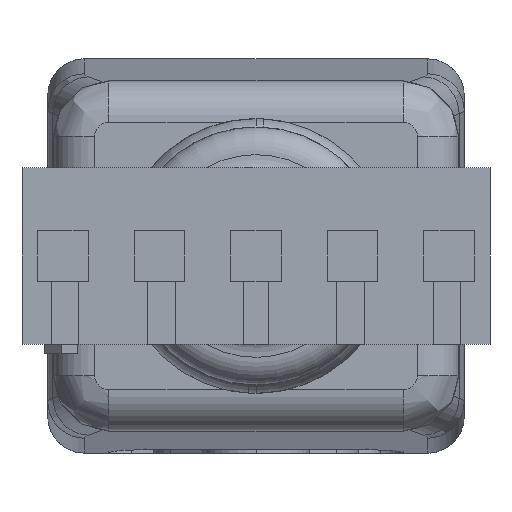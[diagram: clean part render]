
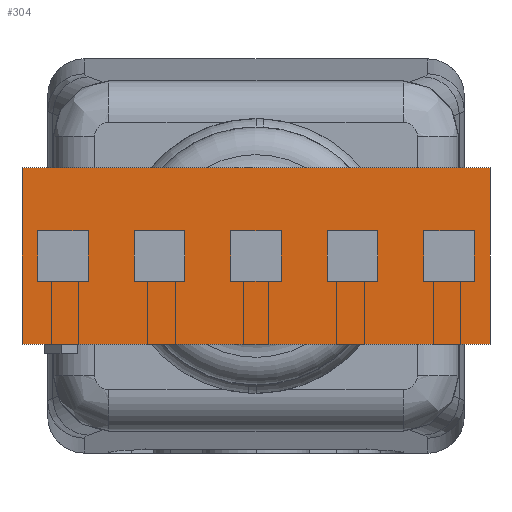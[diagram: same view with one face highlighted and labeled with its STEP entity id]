
A CAD part, front view. The second image highlights one B-rep face of the part: STEP entity #304.
In plain terms, the highlighted planar face has unit normal (0, -1, 0).
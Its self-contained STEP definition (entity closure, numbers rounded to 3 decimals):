
#304=ADVANCED_FACE('',(#940,#941,#942,#943,#944,#945),#946,.T.);
#940=FACE_OUTER_BOUND('',#2001,.T.);
#941=FACE_BOUND('',#2002,.T.);
#942=FACE_BOUND('',#2003,.T.);
#943=FACE_BOUND('',#2004,.T.);
#944=FACE_BOUND('',#2005,.T.);
#945=FACE_BOUND('',#2006,.T.);
#946=PLANE('',#2007);
#2001=EDGE_LOOP('',(#4402,#4403,#4404,#4405));
#2002=EDGE_LOOP('',(#4406,#4407,#4408,#4409));
#2003=EDGE_LOOP('',(#4410,#4411,#4412,#4413));
#2004=EDGE_LOOP('',(#4414,#4415,#4416,#4417));
#2005=EDGE_LOOP('',(#4418,#4419,#4420,#4421));
#2006=EDGE_LOOP('',(#4422,#4423,#4424,#4425));
#2007=AXIS2_PLACEMENT_3D('',#4426,#4427,#4428);
#4402=ORIENTED_EDGE('',*,*,#5813,.T.);
#4403=ORIENTED_EDGE('',*,*,#5811,.T.);
#4404=ORIENTED_EDGE('',*,*,#5809,.T.);
#4405=ORIENTED_EDGE('',*,*,#5780,.T.);
#4406=ORIENTED_EDGE('',*,*,#5814,.F.);
#4407=ORIENTED_EDGE('',*,*,#5815,.F.);
#4408=ORIENTED_EDGE('',*,*,#5816,.F.);
#4409=ORIENTED_EDGE('',*,*,#5817,.F.);
#4410=ORIENTED_EDGE('',*,*,#5818,.F.);
#4411=ORIENTED_EDGE('',*,*,#5819,.F.);
#4412=ORIENTED_EDGE('',*,*,#5820,.F.);
#4413=ORIENTED_EDGE('',*,*,#5821,.F.);
#4414=ORIENTED_EDGE('',*,*,#5822,.F.);
#4415=ORIENTED_EDGE('',*,*,#5823,.F.);
#4416=ORIENTED_EDGE('',*,*,#5824,.F.);
#4417=ORIENTED_EDGE('',*,*,#5825,.F.);
#4418=ORIENTED_EDGE('',*,*,#5826,.F.);
#4419=ORIENTED_EDGE('',*,*,#5827,.F.);
#4420=ORIENTED_EDGE('',*,*,#5828,.F.);
#4421=ORIENTED_EDGE('',*,*,#5829,.F.);
#4422=ORIENTED_EDGE('',*,*,#5830,.F.);
#4423=ORIENTED_EDGE('',*,*,#5831,.F.);
#4424=ORIENTED_EDGE('',*,*,#5832,.F.);
#4425=ORIENTED_EDGE('',*,*,#5833,.F.);
#4426=CARTESIAN_POINT('',(0.0,3.065,0.0));
#4427=DIRECTION('',(0.0,-1.0,0.0));
#4428=DIRECTION('',(0.0,0.0,-1.0));
#5780=EDGE_CURVE('',#7154,#7152,#7155,.T.);
#5809=EDGE_CURVE('',#7211,#7154,#7212,.T.);
#5811=EDGE_CURVE('',#7214,#7211,#7215,.T.);
#5813=EDGE_CURVE('',#7152,#7214,#7217,.T.);
#5814=EDGE_CURVE('',#7218,#7219,#7220,.T.);
#5815=EDGE_CURVE('',#7221,#7218,#7222,.T.);
#5816=EDGE_CURVE('',#7223,#7221,#7224,.T.);
#5817=EDGE_CURVE('',#7219,#7223,#7225,.T.);
#5818=EDGE_CURVE('',#7226,#7227,#7228,.T.);
#5819=EDGE_CURVE('',#7229,#7226,#7230,.T.);
#5820=EDGE_CURVE('',#7231,#7229,#7232,.T.);
#5821=EDGE_CURVE('',#7227,#7231,#7233,.T.);
#5822=EDGE_CURVE('',#7234,#7235,#7236,.T.);
#5823=EDGE_CURVE('',#7237,#7234,#7238,.T.);
#5824=EDGE_CURVE('',#7239,#7237,#7240,.T.);
#5825=EDGE_CURVE('',#7235,#7239,#7241,.T.);
#5826=EDGE_CURVE('',#7242,#7243,#7244,.T.);
#5827=EDGE_CURVE('',#7245,#7242,#7246,.T.);
#5828=EDGE_CURVE('',#7247,#7245,#7248,.T.);
#5829=EDGE_CURVE('',#7243,#7247,#7249,.T.);
#5830=EDGE_CURVE('',#7250,#7251,#7252,.T.);
#5831=EDGE_CURVE('',#7253,#7250,#7254,.T.);
#5832=EDGE_CURVE('',#7255,#7253,#7256,.T.);
#5833=EDGE_CURVE('',#7251,#7255,#7257,.T.);
#7152=VERTEX_POINT('',#9494);
#7154=VERTEX_POINT('',#9497);
#7155=LINE('',#9498,#9499);
#7211=VERTEX_POINT('',#9583);
#7212=LINE('',#9584,#9585);
#7214=VERTEX_POINT('',#9588);
#7215=LINE('',#9589,#9590);
#7217=LINE('',#9593,#9594);
#7218=VERTEX_POINT('',#9595);
#7219=VERTEX_POINT('',#9596);
#7220=LINE('',#9597,#9598);
#7221=VERTEX_POINT('',#9599);
#7222=LINE('',#9600,#9601);
#7223=VERTEX_POINT('',#9602);
#7224=LINE('',#9603,#9604);
#7225=LINE('',#9605,#9606);
#7226=VERTEX_POINT('',#9607);
#7227=VERTEX_POINT('',#9608);
#7228=LINE('',#9609,#9610);
#7229=VERTEX_POINT('',#9611);
#7230=LINE('',#9612,#9613);
#7231=VERTEX_POINT('',#9614);
#7232=LINE('',#9615,#9616);
#7233=LINE('',#9617,#9618);
#7234=VERTEX_POINT('',#9619);
#7235=VERTEX_POINT('',#9620);
#7236=LINE('',#9621,#9622);
#7237=VERTEX_POINT('',#9623);
#7238=LINE('',#9624,#9625);
#7239=VERTEX_POINT('',#9626);
#7240=LINE('',#9627,#9628);
#7241=LINE('',#9629,#9630);
#7242=VERTEX_POINT('',#9631);
#7243=VERTEX_POINT('',#9632);
#7244=LINE('',#9633,#9634);
#7245=VERTEX_POINT('',#9635);
#7246=LINE('',#9636,#9637);
#7247=VERTEX_POINT('',#9638);
#7248=LINE('',#9639,#9640);
#7249=LINE('',#9641,#9642);
#7250=VERTEX_POINT('',#9643);
#7251=VERTEX_POINT('',#9644);
#7252=LINE('',#9645,#9646);
#7253=VERTEX_POINT('',#9647);
#7254=LINE('',#9648,#9649);
#7255=VERTEX_POINT('',#9650);
#7256=LINE('',#9651,#9652);
#7257=LINE('',#9653,#9654);
#9494=CARTESIAN_POINT('',(6.35,3.065,-2.4));
#9497=CARTESIAN_POINT('',(-6.35,3.065,-2.4));
#9498=CARTESIAN_POINT('',(-6.35,3.065,-2.4));
#9499=VECTOR('',#11127,12.7);
#9583=CARTESIAN_POINT('',(-6.35,3.065,2.4));
#9584=CARTESIAN_POINT('',(-6.35,3.065,2.4));
#9585=VECTOR('',#11156,4.8);
#9588=CARTESIAN_POINT('',(6.35,3.065,2.4));
#9589=CARTESIAN_POINT('',(6.35,3.065,2.4));
#9590=VECTOR('',#11158,12.7);
#9593=CARTESIAN_POINT('',(6.35,3.065,-2.4));
#9594=VECTOR('',#11160,4.8);
#9595=CARTESIAN_POINT('',(-5.925,3.065,0.685));
#9596=CARTESIAN_POINT('',(-5.925,3.065,-0.685));
#9597=CARTESIAN_POINT('',(-5.925,3.065,0.685));
#9598=VECTOR('',#11161,1.37);
#9599=CARTESIAN_POINT('',(-4.555,3.065,0.685));
#9600=CARTESIAN_POINT('',(-4.555,3.065,0.685));
#9601=VECTOR('',#11162,1.37);
#9602=CARTESIAN_POINT('',(-4.555,3.065,-0.685));
#9603=CARTESIAN_POINT('',(-4.555,3.065,-0.685));
#9604=VECTOR('',#11163,1.37);
#9605=CARTESIAN_POINT('',(-5.925,3.065,-0.685));
#9606=VECTOR('',#11164,1.37);
#9607=CARTESIAN_POINT('',(-3.305,3.065,0.685));
#9608=CARTESIAN_POINT('',(-3.305,3.065,-0.685));
#9609=CARTESIAN_POINT('',(-3.305,3.065,0.685));
#9610=VECTOR('',#11165,1.37);
#9611=CARTESIAN_POINT('',(-1.935,3.065,0.685));
#9612=CARTESIAN_POINT('',(-1.935,3.065,0.685));
#9613=VECTOR('',#11166,1.37);
#9614=CARTESIAN_POINT('',(-1.935,3.065,-0.685));
#9615=CARTESIAN_POINT('',(-1.935,3.065,-0.685));
#9616=VECTOR('',#11167,1.37);
#9617=CARTESIAN_POINT('',(-3.305,3.065,-0.685));
#9618=VECTOR('',#11168,1.37);
#9619=CARTESIAN_POINT('',(4.555,3.065,-0.685));
#9620=CARTESIAN_POINT('',(5.925,3.065,-0.685));
#9621=CARTESIAN_POINT('',(4.555,3.065,-0.685));
#9622=VECTOR('',#11169,1.37);
#9623=CARTESIAN_POINT('',(4.555,3.065,0.685));
#9624=CARTESIAN_POINT('',(4.555,3.065,0.685));
#9625=VECTOR('',#11170,1.37);
#9626=CARTESIAN_POINT('',(5.925,3.065,0.685));
#9627=CARTESIAN_POINT('',(5.925,3.065,0.685));
#9628=VECTOR('',#11171,1.37);
#9629=CARTESIAN_POINT('',(5.925,3.065,-0.685));
#9630=VECTOR('',#11172,1.37);
#9631=CARTESIAN_POINT('',(1.935,3.065,-0.685));
#9632=CARTESIAN_POINT('',(3.305,3.065,-0.685));
#9633=CARTESIAN_POINT('',(1.935,3.065,-0.685));
#9634=VECTOR('',#11173,1.37);
#9635=CARTESIAN_POINT('',(1.935,3.065,0.685));
#9636=CARTESIAN_POINT('',(1.935,3.065,0.685));
#9637=VECTOR('',#11174,1.37);
#9638=CARTESIAN_POINT('',(3.305,3.065,0.685));
#9639=CARTESIAN_POINT('',(3.305,3.065,0.685));
#9640=VECTOR('',#11175,1.37);
#9641=CARTESIAN_POINT('',(3.305,3.065,-0.685));
#9642=VECTOR('',#11176,1.37);
#9643=CARTESIAN_POINT('',(-0.685,3.065,0.685));
#9644=CARTESIAN_POINT('',(-0.685,3.065,-0.685));
#9645=CARTESIAN_POINT('',(-0.685,3.065,0.685));
#9646=VECTOR('',#11177,1.37);
#9647=CARTESIAN_POINT('',(0.685,3.065,0.685));
#9648=CARTESIAN_POINT('',(0.685,3.065,0.685));
#9649=VECTOR('',#11178,1.37);
#9650=CARTESIAN_POINT('',(0.685,3.065,-0.685));
#9651=CARTESIAN_POINT('',(0.685,3.065,-0.685));
#9652=VECTOR('',#11179,1.37);
#9653=CARTESIAN_POINT('',(-0.685,3.065,-0.685));
#9654=VECTOR('',#11180,1.37);
#11127=DIRECTION('',(1.0,0.0,0.0));
#11156=DIRECTION('',(0.0,0.0,-1.0));
#11158=DIRECTION('',(-1.0,0.0,0.0));
#11160=DIRECTION('',(0.0,0.0,1.0));
#11161=DIRECTION('',(0.0,0.0,-1.0));
#11162=DIRECTION('',(-1.0,0.0,0.0));
#11163=DIRECTION('',(0.0,0.0,1.0));
#11164=DIRECTION('',(1.0,0.0,0.0));
#11165=DIRECTION('',(0.0,0.0,-1.0));
#11166=DIRECTION('',(-1.0,0.0,0.0));
#11167=DIRECTION('',(0.0,0.0,1.0));
#11168=DIRECTION('',(1.0,0.0,0.0));
#11169=DIRECTION('',(1.0,0.0,0.0));
#11170=DIRECTION('',(0.0,0.0,-1.0));
#11171=DIRECTION('',(-1.0,0.0,0.0));
#11172=DIRECTION('',(0.0,0.0,1.0));
#11173=DIRECTION('',(1.0,0.0,0.0));
#11174=DIRECTION('',(0.0,0.0,-1.0));
#11175=DIRECTION('',(-1.0,0.0,0.0));
#11176=DIRECTION('',(0.0,0.0,1.0));
#11177=DIRECTION('',(0.0,0.0,-1.0));
#11178=DIRECTION('',(-1.0,0.0,0.0));
#11179=DIRECTION('',(0.0,0.0,1.0));
#11180=DIRECTION('',(1.0,0.0,0.0));
